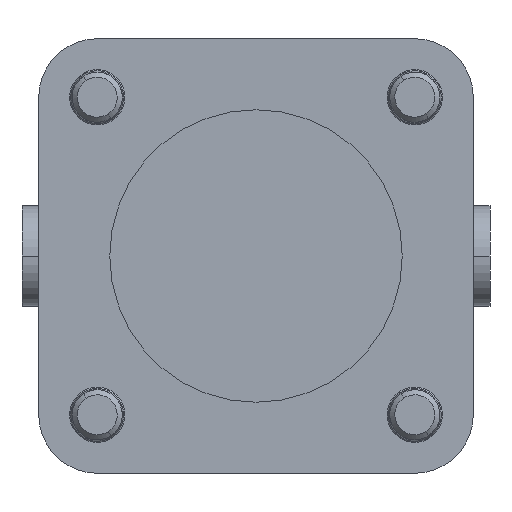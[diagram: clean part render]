
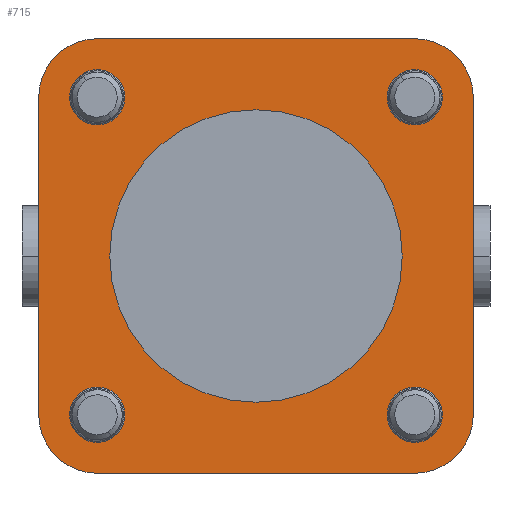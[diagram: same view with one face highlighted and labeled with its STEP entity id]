
A CAD part, front view. The second image highlights one B-rep face of the part: STEP entity #715.
In plain terms, the highlighted face is planar.
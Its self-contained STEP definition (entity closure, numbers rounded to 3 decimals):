
#90=CARTESIAN_POINT('',(0.,-0.,-17.5));
#91=VERTEX_POINT('',#90);
#99=CARTESIAN_POINT('',(0.,0.,17.5));
#100=VERTEX_POINT('',#99);
#107=CARTESIAN_POINT('',(0.,0.,0.));
#108=DIRECTION('',(1.,0.,0.));
#109=DIRECTION('',(0.,0.,-1.));
#110=AXIS2_PLACEMENT_3D('',#107,#108,#109);
#111=CIRCLE('',#110,17.5);
#112=EDGE_CURVE('',#91,#100,#111,.T.);
#550=CARTESIAN_POINT('',(0.,-19.,19.));
#551=DIRECTION('',(1.,0.,0.));
#552=DIRECTION('',(0.,0.,-1.));
#553=AXIS2_PLACEMENT_3D('',#550,#551,#552);
#554=PLANE('',#553);
#555=ORIENTED_EDGE('',*,*,#112,.T.);
#556=CARTESIAN_POINT('',(0.,0.,0.));
#557=DIRECTION('',(1.,0.,0.));
#558=DIRECTION('',(0.,0.,-1.));
#559=AXIS2_PLACEMENT_3D('',#556,#557,#558);
#560=CIRCLE('',#559,17.5);
#561=EDGE_CURVE('',#100,#91,#560,.T.);
#562=ORIENTED_EDGE('',*,*,#561,.T.);
#563=EDGE_LOOP('',(#555,#562));
#564=FACE_BOUND('',#563,.T.);
#565=CARTESIAN_POINT('',(0.,19.,-26.));
#566=VERTEX_POINT('',#565);
#567=CARTESIAN_POINT('',(0.,26.,-19.));
#568=VERTEX_POINT('',#567);
#569=CARTESIAN_POINT('',(0.,19.,-19.));
#570=DIRECTION('',(1.,0.,0.));
#571=DIRECTION('',(0.,0.,-1.));
#572=AXIS2_PLACEMENT_3D('',#569,#570,#571);
#573=CIRCLE('',#572,7.);
#574=EDGE_CURVE('',#566,#568,#573,.T.);
#575=ORIENTED_EDGE('',*,*,#574,.F.);
#576=CARTESIAN_POINT('',(0.,-19.,-26.));
#577=VERTEX_POINT('',#576);
#578=CARTESIAN_POINT('',(0.,-19.,-26.));
#579=DIRECTION('',(0.,1.,0.));
#580=VECTOR('',#579,38.);
#581=LINE('',#578,#580);
#582=EDGE_CURVE('',#577,#566,#581,.T.);
#583=ORIENTED_EDGE('',*,*,#582,.F.);
#584=CARTESIAN_POINT('',(0.,-26.,-19.));
#585=VERTEX_POINT('',#584);
#586=CARTESIAN_POINT('',(0.,-19.,-19.));
#587=DIRECTION('',(1.,0.,0.));
#588=DIRECTION('',(0.,0.,-1.));
#589=AXIS2_PLACEMENT_3D('',#586,#587,#588);
#590=CIRCLE('',#589,7.);
#591=EDGE_CURVE('',#585,#577,#590,.T.);
#592=ORIENTED_EDGE('',*,*,#591,.F.);
#593=CARTESIAN_POINT('',(0.,-26.,19.));
#594=VERTEX_POINT('',#593);
#595=CARTESIAN_POINT('',(0.,-26.,19.));
#596=DIRECTION('',(0.,0.,-1.));
#597=VECTOR('',#596,38.);
#598=LINE('',#595,#597);
#599=EDGE_CURVE('',#594,#585,#598,.T.);
#600=ORIENTED_EDGE('',*,*,#599,.F.);
#601=CARTESIAN_POINT('',(0.,-19.,26.));
#602=VERTEX_POINT('',#601);
#603=CARTESIAN_POINT('',(0.,-19.,19.));
#604=DIRECTION('',(1.,0.,0.));
#605=DIRECTION('',(0.,0.,-1.));
#606=AXIS2_PLACEMENT_3D('',#603,#604,#605);
#607=CIRCLE('',#606,7.);
#608=EDGE_CURVE('',#602,#594,#607,.T.);
#609=ORIENTED_EDGE('',*,*,#608,.F.);
#610=CARTESIAN_POINT('',(0.,19.,26.));
#611=VERTEX_POINT('',#610);
#612=CARTESIAN_POINT('',(0.,19.,26.));
#613=DIRECTION('',(0.,-1.,0.));
#614=VECTOR('',#613,38.);
#615=LINE('',#612,#614);
#616=EDGE_CURVE('',#611,#602,#615,.T.);
#617=ORIENTED_EDGE('',*,*,#616,.F.);
#618=CARTESIAN_POINT('',(0.,26.,19.));
#619=VERTEX_POINT('',#618);
#620=CARTESIAN_POINT('',(0.,19.,19.));
#621=DIRECTION('',(1.,0.,0.));
#622=DIRECTION('',(0.,0.,-1.));
#623=AXIS2_PLACEMENT_3D('',#620,#621,#622);
#624=CIRCLE('',#623,7.);
#625=EDGE_CURVE('',#619,#611,#624,.T.);
#626=ORIENTED_EDGE('',*,*,#625,.F.);
#627=CARTESIAN_POINT('',(0.,26.,-19.));
#628=DIRECTION('',(0.,0.,1.));
#629=VECTOR('',#628,38.);
#630=LINE('',#627,#629);
#631=EDGE_CURVE('',#568,#619,#630,.T.);
#632=ORIENTED_EDGE('',*,*,#631,.F.);
#633=EDGE_LOOP('',(#575,#583,#592,#600,#609,#617,#626,#632));
#634=FACE_BOUND('',#633,.T.);
#635=CARTESIAN_POINT('',(0.,19.,-22.3));
#636=VERTEX_POINT('',#635);
#637=CARTESIAN_POINT('',(0.,19.,-15.7));
#638=VERTEX_POINT('',#637);
#639=CARTESIAN_POINT('',(0.,19.,-19.));
#640=DIRECTION('',(1.,0.,0.));
#641=DIRECTION('',(0.,0.,-1.));
#642=AXIS2_PLACEMENT_3D('',#639,#640,#641);
#643=CIRCLE('',#642,3.3);
#644=EDGE_CURVE('',#636,#638,#643,.T.);
#645=ORIENTED_EDGE('',*,*,#644,.T.);
#646=CARTESIAN_POINT('',(0.,19.,-19.));
#647=DIRECTION('',(1.,0.,0.));
#648=DIRECTION('',(0.,0.,-1.));
#649=AXIS2_PLACEMENT_3D('',#646,#647,#648);
#650=CIRCLE('',#649,3.3);
#651=EDGE_CURVE('',#638,#636,#650,.T.);
#652=ORIENTED_EDGE('',*,*,#651,.T.);
#653=EDGE_LOOP('',(#645,#652));
#654=FACE_BOUND('',#653,.T.);
#655=CARTESIAN_POINT('',(0.,19.,15.7));
#656=VERTEX_POINT('',#655);
#657=CARTESIAN_POINT('',(0.,19.,22.3));
#658=VERTEX_POINT('',#657);
#659=CARTESIAN_POINT('',(0.,19.,19.));
#660=DIRECTION('',(1.,0.,0.));
#661=DIRECTION('',(0.,0.,-1.));
#662=AXIS2_PLACEMENT_3D('',#659,#660,#661);
#663=CIRCLE('',#662,3.3);
#664=EDGE_CURVE('',#656,#658,#663,.T.);
#665=ORIENTED_EDGE('',*,*,#664,.T.);
#666=CARTESIAN_POINT('',(0.,19.,19.));
#667=DIRECTION('',(1.,0.,0.));
#668=DIRECTION('',(0.,0.,-1.));
#669=AXIS2_PLACEMENT_3D('',#666,#667,#668);
#670=CIRCLE('',#669,3.3);
#671=EDGE_CURVE('',#658,#656,#670,.T.);
#672=ORIENTED_EDGE('',*,*,#671,.T.);
#673=EDGE_LOOP('',(#665,#672));
#674=FACE_BOUND('',#673,.T.);
#675=CARTESIAN_POINT('',(0.,-19.,-22.3));
#676=VERTEX_POINT('',#675);
#677=CARTESIAN_POINT('',(0.,-19.,-15.7));
#678=VERTEX_POINT('',#677);
#679=CARTESIAN_POINT('',(0.,-19.,-19.));
#680=DIRECTION('',(1.,0.,0.));
#681=DIRECTION('',(0.,0.,-1.));
#682=AXIS2_PLACEMENT_3D('',#679,#680,#681);
#683=CIRCLE('',#682,3.3);
#684=EDGE_CURVE('',#676,#678,#683,.T.);
#685=ORIENTED_EDGE('',*,*,#684,.T.);
#686=CARTESIAN_POINT('',(0.,-19.,-19.));
#687=DIRECTION('',(1.,0.,0.));
#688=DIRECTION('',(0.,0.,-1.));
#689=AXIS2_PLACEMENT_3D('',#686,#687,#688);
#690=CIRCLE('',#689,3.3);
#691=EDGE_CURVE('',#678,#676,#690,.T.);
#692=ORIENTED_EDGE('',*,*,#691,.T.);
#693=EDGE_LOOP('',(#685,#692));
#694=FACE_BOUND('',#693,.T.);
#695=CARTESIAN_POINT('',(0.,-19.,15.7));
#696=VERTEX_POINT('',#695);
#697=CARTESIAN_POINT('',(0.,-19.,22.3));
#698=VERTEX_POINT('',#697);
#699=CARTESIAN_POINT('',(0.,-19.,19.));
#700=DIRECTION('',(1.,0.,0.));
#701=DIRECTION('',(0.,0.,-1.));
#702=AXIS2_PLACEMENT_3D('',#699,#700,#701);
#703=CIRCLE('',#702,3.3);
#704=EDGE_CURVE('',#696,#698,#703,.T.);
#705=ORIENTED_EDGE('',*,*,#704,.T.);
#706=CARTESIAN_POINT('',(0.,-19.,19.));
#707=DIRECTION('',(1.,0.,0.));
#708=DIRECTION('',(0.,0.,-1.));
#709=AXIS2_PLACEMENT_3D('',#706,#707,#708);
#710=CIRCLE('',#709,3.3);
#711=EDGE_CURVE('',#698,#696,#710,.T.);
#712=ORIENTED_EDGE('',*,*,#711,.T.);
#713=EDGE_LOOP('',(#705,#712));
#714=FACE_BOUND('',#713,.T.);
#715=ADVANCED_FACE('',(#564,#634,#654,#674,#694,#714),#554,.F.);
